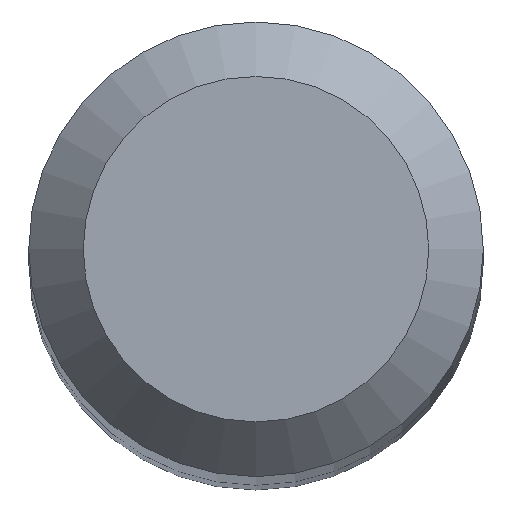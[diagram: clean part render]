
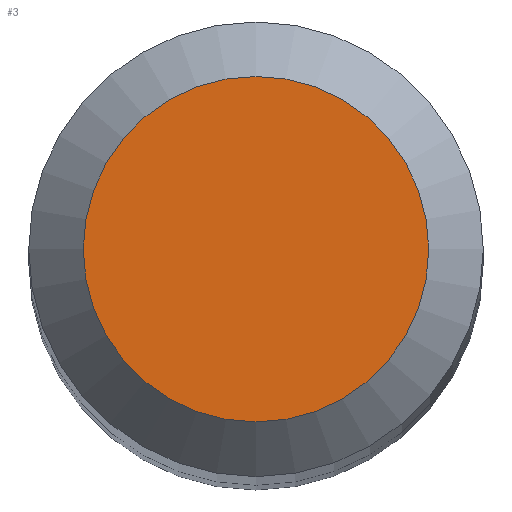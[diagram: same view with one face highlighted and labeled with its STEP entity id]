
A CAD part, top view. The second image highlights one B-rep face of the part: STEP entity #3.
In plain terms, the highlighted planar face has unit normal (0, 0, 1).
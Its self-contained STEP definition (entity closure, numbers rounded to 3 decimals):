
#3 = ADVANCED_FACE ( 'NONE', ( #135 ), #189, .F. ) ;
#40 = DIRECTION ( 'NONE',  ( 0., 0., -1. ) ) ;
#71 = EDGE_CURVE ( 'NONE', #121, #121, #81, .T. ) ;
#72 = DIRECTION ( 'NONE',  ( 0., 1., 0. ) ) ;
#74 = AXIS2_PLACEMENT_3D ( 'NONE', #106, #40, #72 ) ;
#81 = CIRCLE ( 'NONE', #74, 0.95 ) ;
#106 = CARTESIAN_POINT ( 'NONE',  ( 0., 0., 43. ) ) ;
#121 = VERTEX_POINT ( 'NONE', #122 ) ;
#122 = CARTESIAN_POINT ( 'NONE',  ( 0., 0.95, 43. ) ) ;
#135 = FACE_OUTER_BOUND ( 'NONE', #183, .T. ) ;
#138 = DIRECTION ( 'NONE',  ( 0., 1., 0. ) ) ;
#143 = AXIS2_PLACEMENT_3D ( 'NONE', #186, #152, #138 ) ;
#152 = DIRECTION ( 'NONE',  ( 0., 0., -1. ) ) ;
#183 = EDGE_LOOP ( 'NONE', ( #184 ) ) ;
#184 = ORIENTED_EDGE ( 'NONE', *, *, #71, .F. ) ;
#186 = CARTESIAN_POINT ( 'NONE',  ( 0., 0., 43. ) ) ;
#189 = PLANE ( 'NONE',  #143 ) ;
